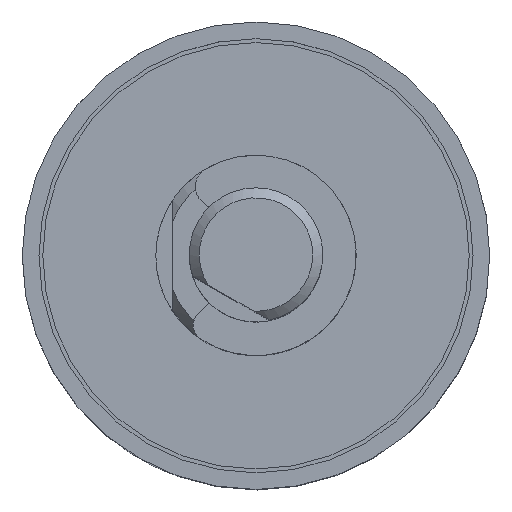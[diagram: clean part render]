
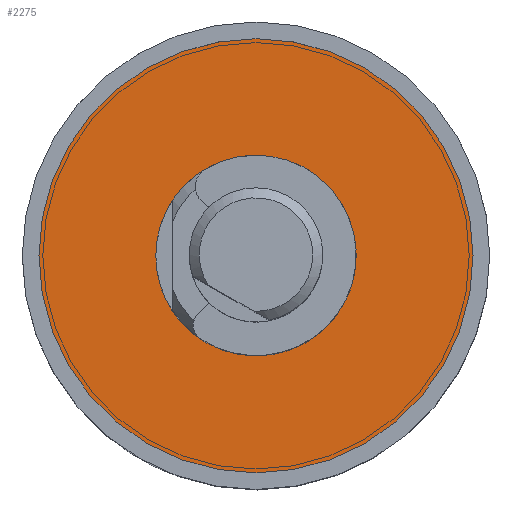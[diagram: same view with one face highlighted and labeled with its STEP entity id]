
A CAD part, top view. The second image highlights one B-rep face of the part: STEP entity #2275.
In plain terms, the highlighted planar face has unit normal (0, 0, 1).
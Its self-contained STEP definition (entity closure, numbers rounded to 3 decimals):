
#738 = DIRECTION ( 'NONE',  ( -1., 0., 0. ) ) ;
#920 = EDGE_LOOP ( 'NONE', ( #8547 ) ) ;
#1051 = FACE_OUTER_BOUND ( 'NONE', #8825, .T. ) ;
#1147 = EDGE_CURVE ( 'NONE', #6154, #6154, #9409, .T. ) ;
#1164 = PLANE ( 'NONE',  #2823 ) ;
#1774 = FACE_BOUND ( 'NONE', #920, .T. ) ;
#2084 = DIRECTION ( 'NONE',  ( 0., 0., 1. ) ) ;
#2275 = ADVANCED_FACE ( 'NONE', ( #1774, #1051 ), #1164, .T. ) ;
#2790 = ORIENTED_EDGE ( 'NONE', *, *, #1147, .T. ) ;
#2823 = AXIS2_PLACEMENT_3D ( 'NONE', #8616, #4030, #7160 ) ;
#4030 = DIRECTION ( 'NONE',  ( 0., 0., 1. ) ) ;
#4202 = AXIS2_PLACEMENT_3D ( 'NONE', #8104, #2084, #6666 ) ;
#4983 = CARTESIAN_POINT ( 'NONE',  ( 6.5, 0., 0.5 ) ) ;
#5252 = DIRECTION ( 'NONE',  ( 0., 0., -1. ) ) ;
#6035 = VERTEX_POINT ( 'NONE', #6516 ) ;
#6154 = VERTEX_POINT ( 'NONE', #4983 ) ;
#6516 = CARTESIAN_POINT ( 'NONE',  ( -3., 0., 0.5 ) ) ;
#6666 = DIRECTION ( 'NONE',  ( 1., 0., 0. ) ) ;
#6783 = CIRCLE ( 'NONE', #9368, 3. ) ;
#6890 = EDGE_CURVE ( 'NONE', #6035, #6035, #6783, .T. ) ;
#7160 = DIRECTION ( 'NONE',  ( 1., 0., 0. ) ) ;
#8104 = CARTESIAN_POINT ( 'NONE',  ( 0., 0., 0.5 ) ) ;
#8547 = ORIENTED_EDGE ( 'NONE', *, *, #6890, .T. ) ;
#8616 = CARTESIAN_POINT ( 'NONE',  ( 3., 0., 0.5 ) ) ;
#8825 = EDGE_LOOP ( 'NONE', ( #2790 ) ) ;
#8975 = CARTESIAN_POINT ( 'NONE',  ( 0., 0., 0.5 ) ) ;
#9368 = AXIS2_PLACEMENT_3D ( 'NONE', #8975, #5252, #738 ) ;
#9409 = CIRCLE ( 'NONE', #4202, 6.5 ) ;
